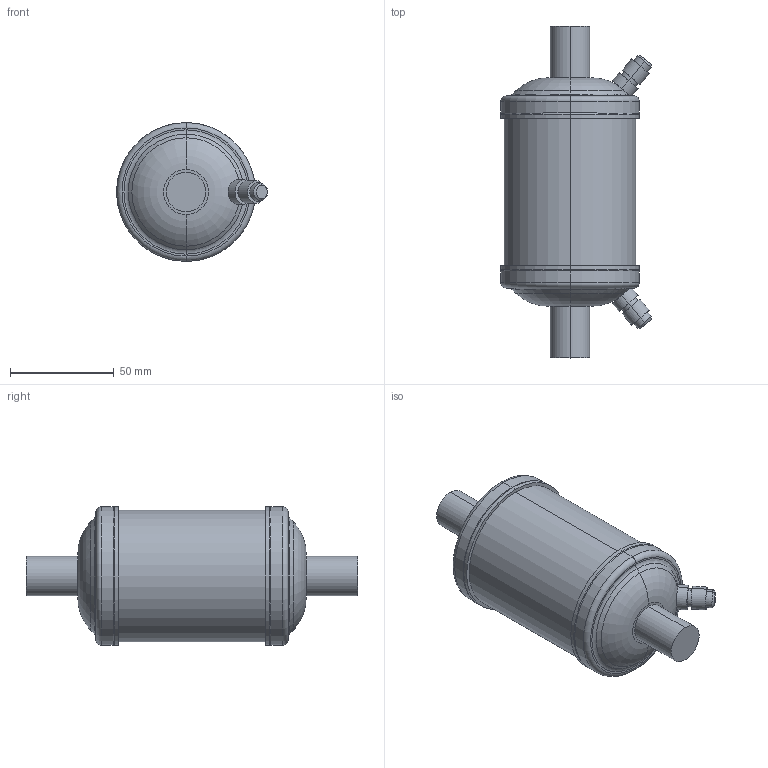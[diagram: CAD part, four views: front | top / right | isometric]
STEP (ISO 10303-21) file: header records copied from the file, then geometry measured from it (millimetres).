
FILE_DESCRIPTION (( 'STEP AP203' ), '1' );
FILE_NAME ('023Z2010R - DSF 165sVV.STEP', '2022-12-08T05:27:29', ( '' ), ( '' ), 'SwSTEP 2.0', 'SolidWorks 2020', '' );
FILE_SCHEMA (( 'CONFIG_CONTROL_DESIGN' ));
Length unit declared in the file: millimetre
Products named in the file (1): 023Z2010R - DSF 165sVV
Bounding box: 72.74 x 160 x 67 mm (x, y, z)
Volume: 347479.8 mm3; surface area: 31268.8 mm2
Topology: 1 solids, 1 shells, 78 faces, 168 edges, 104 vertices
Faces by surface type: cylinder 30, plane 18, torus 16, cone 14
Entity records: 2389 total; most frequent: CARTESIAN_POINT 537, DIRECTION 420, ORIENTED_EDGE 336, AXIS2_PLACEMENT_3D 189, EDGE_CURVE 168, CIRCLE 110, VERTEX_POINT 104, EDGE_LOOP 94
